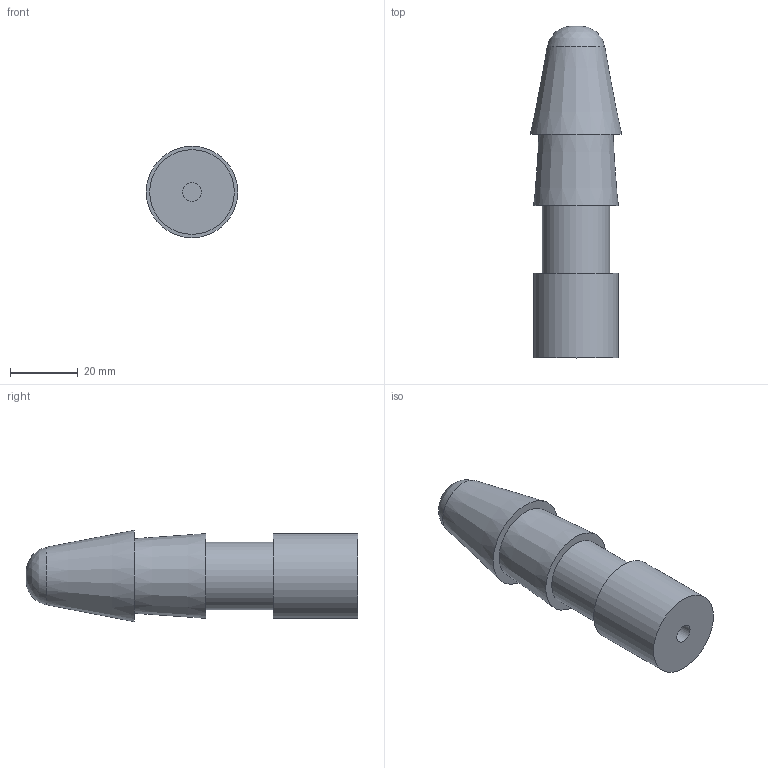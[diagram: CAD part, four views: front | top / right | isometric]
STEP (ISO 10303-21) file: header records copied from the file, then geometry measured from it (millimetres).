
FILE_DESCRIPTION(/* description */ (''),/* implementation_level */ '2;1');
FILE_NAME(/* name */ 'Screw-on-toy-insert v2.step',/* time_stamp */ '2024-01-12T11:01:09-05:00',/* author */ (''),/* organization */ (''),/* preprocessor_version */ 'ST-DEVELOPER v20',/* originating_system */ 'Autodesk Translation Framework v12.14.0.127',/* authorisation */ '');
FILE_SCHEMA (('AUTOMOTIVE_DESIGN { 1 0 10303 214 3 1 1 }'));
Length unit declared in the file: millimetre
Products named in the file (1): Screw-on-toy-insert
Bounding box: 27 x 98 x 27 mm (x, y, z)
Volume: 38324.4 mm3; surface area: 8220 mm2
Topology: 1 solids, 1 shells, 12 faces, 17 edges, 11 vertices
Faces by surface type: plane 6, cylinder 3, cone 2, bspline 1
Full cylindrical faces by diameter (mm): 5.5 x1, 20 x1, 25 x1
Entity records: 320 total; most frequent: CARTESIAN_POINT 67, DIRECTION 53, ORIENTED_EDGE 34, AXIS2_PLACEMENT_3D 24, EDGE_CURVE 17, EDGE_LOOP 16, FACE_OUTER_BOUND 12, CIRCLE 12
